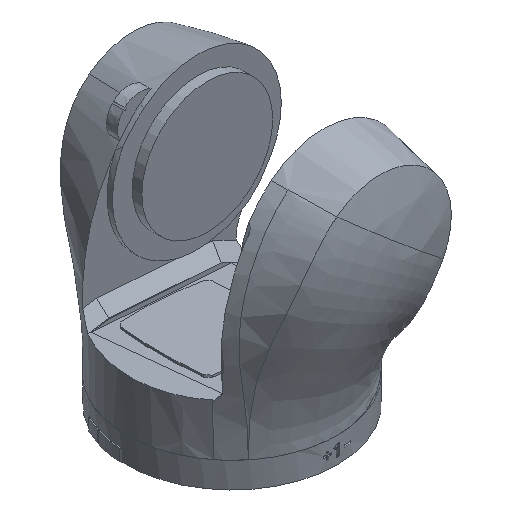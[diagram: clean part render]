
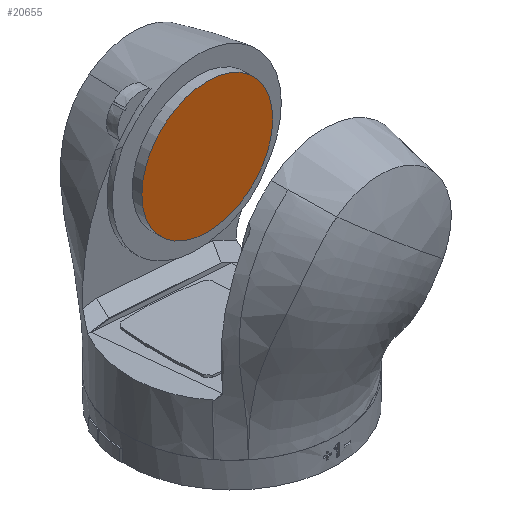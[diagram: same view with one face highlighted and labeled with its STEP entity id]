
A CAD part, isometric view. The second image highlights one B-rep face of the part: STEP entity #20655.
In plain terms, the highlighted planar face has unit normal (0, -1, 0).
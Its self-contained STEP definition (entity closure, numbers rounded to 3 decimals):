
#20565 = CYLINDRICAL_SURFACE('',#20566,67.5);
#20566 = AXIS2_PLACEMENT_3D('',#20567,#20568,#20569);
#20567 = CARTESIAN_POINT('',(25.,70.,400.));
#20568 = DIRECTION('',(0.,-1.,0.));
#20569 = DIRECTION('',(0.,0.,-1.));
#20580 = EDGE_CURVE('',#20581,#20583,#20585,.T.);
#20581 = VERTEX_POINT('',#20582);
#20582 = CARTESIAN_POINT('',(25.,50.5,467.5));
#20583 = VERTEX_POINT('',#20584);
#20584 = CARTESIAN_POINT('',(25.,50.5,332.5));
#20585 = SURFACE_CURVE('',#20586,(#20591,#20598),.PCURVE_S1.);
#20586 = CIRCLE('',#20587,67.5);
#20587 = AXIS2_PLACEMENT_3D('',#20588,#20589,#20590);
#20588 = CARTESIAN_POINT('',(25.,50.5,400.));
#20589 = DIRECTION('',(0.,-1.,0.));
#20590 = DIRECTION('',(0.,0.,-1.));
#20591 = PCURVE('',#20565,#20592);
#20592 = DEFINITIONAL_REPRESENTATION('',(#20593),#20597);
#20593 = LINE('',#20594,#20595);
#20594 = CARTESIAN_POINT('',(-6.283,19.5));
#20595 = VECTOR('',#20596,1.);
#20596 = DIRECTION('',(1.,0.));
#20597 = ( GEOMETRIC_REPRESENTATION_CONTEXT(2) 
PARAMETRIC_REPRESENTATION_CONTEXT() REPRESENTATION_CONTEXT('2D SPACE',''
  ) );
#20598 = PCURVE('',#20599,#20604);
#20599 = PLANE('',#20600);
#20600 = AXIS2_PLACEMENT_3D('',#20601,#20602,#20603);
#20601 = CARTESIAN_POINT('',(25.,50.5,400.));
#20602 = DIRECTION('',(0.,-1.,0.));
#20603 = DIRECTION('',(0.,0.,-1.));
#20604 = DEFINITIONAL_REPRESENTATION('',(#20605),#20609);
#20605 = CIRCLE('',#20606,67.5);
#20606 = AXIS2_PLACEMENT_2D('',#20607,#20608);
#20607 = CARTESIAN_POINT('',(0.,0.));
#20608 = DIRECTION('',(1.,0.));
#20609 = ( GEOMETRIC_REPRESENTATION_CONTEXT(2) 
PARAMETRIC_REPRESENTATION_CONTEXT() REPRESENTATION_CONTEXT('2D SPACE',''
  ) );
#20634 = EDGE_CURVE('',#20583,#20581,#20635,.T.);
#20635 = SURFACE_CURVE('',#20636,(#20641,#20648),.PCURVE_S1.);
#20636 = CIRCLE('',#20637,67.5);
#20637 = AXIS2_PLACEMENT_3D('',#20638,#20639,#20640);
#20638 = CARTESIAN_POINT('',(25.,50.5,400.));
#20639 = DIRECTION('',(0.,-1.,0.));
#20640 = DIRECTION('',(0.,0.,-1.));
#20641 = PCURVE('',#20565,#20642);
#20642 = DEFINITIONAL_REPRESENTATION('',(#20643),#20647);
#20643 = LINE('',#20644,#20645);
#20644 = CARTESIAN_POINT('',(0.,19.5));
#20645 = VECTOR('',#20646,1.);
#20646 = DIRECTION('',(1.,0.));
#20647 = ( GEOMETRIC_REPRESENTATION_CONTEXT(2) 
PARAMETRIC_REPRESENTATION_CONTEXT() REPRESENTATION_CONTEXT('2D SPACE',''
  ) );
#20648 = PCURVE('',#20599,#20649);
#20649 = DEFINITIONAL_REPRESENTATION('',(#20650),#20654);
#20650 = CIRCLE('',#20651,67.5);
#20651 = AXIS2_PLACEMENT_2D('',#20652,#20653);
#20652 = CARTESIAN_POINT('',(0.,0.));
#20653 = DIRECTION('',(1.,0.));
#20654 = ( GEOMETRIC_REPRESENTATION_CONTEXT(2) 
PARAMETRIC_REPRESENTATION_CONTEXT() REPRESENTATION_CONTEXT('2D SPACE',''
  ) );
#20655 = ADVANCED_FACE('',(#20656),#20599,.T.);
#20656 = FACE_BOUND('',#20657,.T.);
#20657 = EDGE_LOOP('',(#20658,#20659));
#20658 = ORIENTED_EDGE('',*,*,#20580,.T.);
#20659 = ORIENTED_EDGE('',*,*,#20634,.T.);
